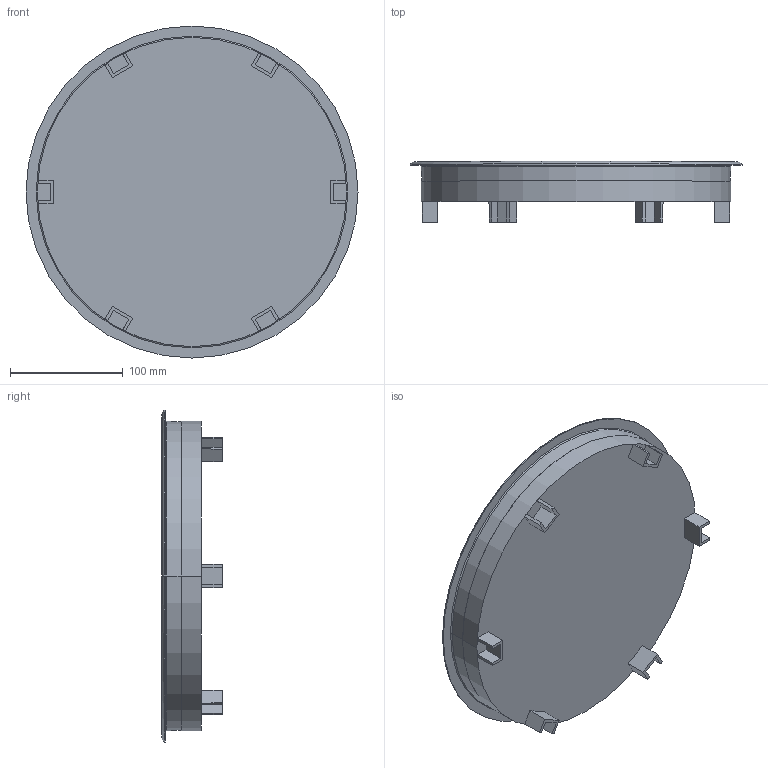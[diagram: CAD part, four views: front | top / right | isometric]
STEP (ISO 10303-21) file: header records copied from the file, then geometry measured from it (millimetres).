
FILE_DESCRIPTION (( 'STEP AP214' ), '1' );
FILE_NAME ('7406824_KSTP1.stp', '2016-08-04T09:29:48', ( '' ), ( '' ), 'SwSTEP 2.0', 'SolidWorks 2014', '' );
FILE_SCHEMA (( 'AUTOMOTIVE_DESIGN' ));
Length unit declared in the file: millimetre
Products named in the file (4): 42954G_Standard; 42923H_Standard; 7406824_KSTP1; P_43387A_1_Standard
Assembly tree (3 placements, depth 2):
  7406824_KSTP1
    P_43387A_1_Standard
    42954G_Standard
    42923H_Standard
Bounding box: 294 x 53.8 x 294 mm (x, y, z)
Volume: 1531972.5 mm3; surface area: 413589.2 mm2
Topology: 3 solids, 3 shells, 85 faces, 204 edges, 134 vertices
Faces by surface type: plane 51, cone 16, cylinder 12, torus 6
Entity records: 2688 total; most frequent: CARTESIAN_POINT 525, DIRECTION 430, ORIENTED_EDGE 408, EDGE_CURVE 204, AXIS2_PLACEMENT_3D 159, VERTEX_POINT 134, VECTOR 112, LINE 112
